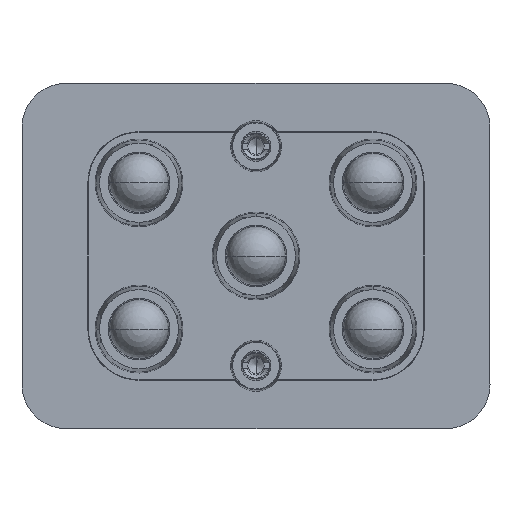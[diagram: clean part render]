
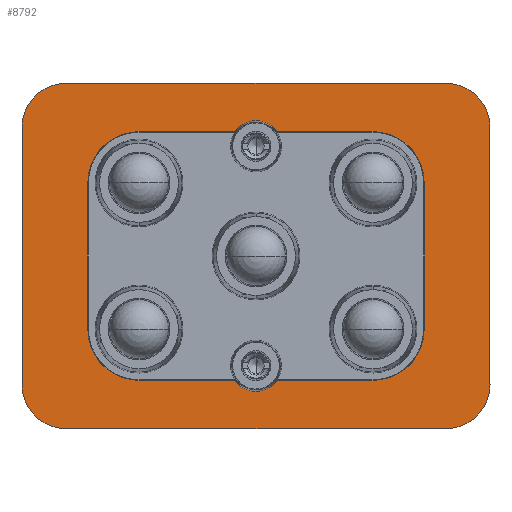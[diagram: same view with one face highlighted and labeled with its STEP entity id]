
A CAD part, front view. The second image highlights one B-rep face of the part: STEP entity #8792.
In plain terms, the highlighted planar face has unit normal (0, -1, 0).
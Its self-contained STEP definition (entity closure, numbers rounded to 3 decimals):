
#259=CARTESIAN_POINT('',(-13.,-2.7,-8.8));
#260=DIRECTION('',(0.,1.,0.));
#261=DIRECTION('',(0.,0.,-1.));
#262=AXIS2_PLACEMENT_3D('',#259,#260,#261);
#267=CARTESIAN_POINT('',(-13.,-2.7,8.8));
#268=DIRECTION('',(0.,1.,0.));
#269=DIRECTION('',(-1.,0.,0.));
#270=AXIS2_PLACEMENT_3D('',#267,#268,#269);
#275=CARTESIAN_POINT('',(13.,-2.7,8.8));
#276=DIRECTION('',(0.,1.,0.));
#277=DIRECTION('',(0.,0.,1.));
#278=AXIS2_PLACEMENT_3D('',#275,#276,#277);
#283=CARTESIAN_POINT('',(13.,-2.7,-8.8));
#284=DIRECTION('',(0.,1.,0.));
#285=DIRECTION('',(1.,0.,0.));
#286=AXIS2_PLACEMENT_3D('',#283,#284,#285);
#291=CARTESIAN_POINT('',(-8.,-2.7,-5.));
#292=DIRECTION('',(0.,-1.,0.));
#293=DIRECTION('',(-1.,0.,0.));
#294=AXIS2_PLACEMENT_3D('',#291,#292,#293);
#299=CARTESIAN_POINT('',(0.,-2.7,-7.5));
#300=DIRECTION('',(0.,-1.,0.));
#301=DIRECTION('',(-0.821,0.,-0.571));
#302=AXIS2_PLACEMENT_3D('',#299,#300,#301);
#307=CARTESIAN_POINT('',(8.,-2.7,-5.));
#308=DIRECTION('',(0.,-1.,0.));
#309=DIRECTION('',(0.,0.,-1.));
#310=AXIS2_PLACEMENT_3D('',#307,#308,#309);
#315=CARTESIAN_POINT('',(8.,-2.7,5.));
#316=DIRECTION('',(0.,-1.,0.));
#317=DIRECTION('',(1.,0.,0.));
#318=AXIS2_PLACEMENT_3D('',#315,#316,#317);
#323=CARTESIAN_POINT('',(0.,-2.7,7.5));
#324=DIRECTION('',(0.,-1.,0.));
#325=DIRECTION('',(0.821,0.,0.571));
#326=AXIS2_PLACEMENT_3D('',#323,#324,#325);
#331=CARTESIAN_POINT('',(-8.,-2.7,5.));
#332=DIRECTION('',(0.,-1.,0.));
#333=DIRECTION('',(0.,0.,1.));
#334=AXIS2_PLACEMENT_3D('',#331,#332,#333);
#360=DIRECTION('',(0.,0.,-1.));
#361=VECTOR('',#360,17.6);
#362=CARTESIAN_POINT('',(-16.,-2.7,8.8));
#363=LINE('',#362,#361);
#446=DIRECTION('',(1.,0.,0.));
#447=VECTOR('',#446,26.);
#448=CARTESIAN_POINT('',(-13.,-2.7,-11.8));
#449=LINE('',#448,#447);
#1324=DIRECTION('',(0.,0.,1.));
#1325=VECTOR('',#1324,17.6);
#1326=CARTESIAN_POINT('',(16.,-2.7,-8.8));
#1327=LINE('',#1326,#1325);
#1408=DIRECTION('',(-1.,0.,0.));
#1409=VECTOR('',#1408,26.);
#1410=CARTESIAN_POINT('',(13.,-2.7,11.8));
#1411=LINE('',#1410,#1409);
#3779=DIRECTION('',(0.,0.,1.));
#3780=VECTOR('',#3779,10.);
#3781=CARTESIAN_POINT('',(-11.5,-2.7,-5.));
#3782=LINE('',#3781,#3780);
#3800=DIRECTION('',(1.,0.,0.));
#3801=VECTOR('',#3800,6.564);
#3802=CARTESIAN_POINT('',(-8.,-2.7,8.5));
#3803=LINE('',#3802,#3801);
#3830=DIRECTION('',(1.,0.,0.));
#3831=VECTOR('',#3830,6.564);
#3832=CARTESIAN_POINT('',(1.436,-2.7,8.5));
#3833=LINE('',#3832,#3831);
#3851=DIRECTION('',(0.,0.,-1.));
#3852=VECTOR('',#3851,10.);
#3853=CARTESIAN_POINT('',(11.5,-2.7,5.));
#3854=LINE('',#3853,#3852);
#3872=DIRECTION('',(-1.,0.,0.));
#3873=VECTOR('',#3872,6.564);
#3874=CARTESIAN_POINT('',(8.,-2.7,-8.5));
#3875=LINE('',#3874,#3873);
#4722=DIRECTION('',(-1.,0.,0.));
#4723=VECTOR('',#4722,6.564);
#4724=CARTESIAN_POINT('',(-1.436,-2.7,-8.5));
#4725=LINE('',#4724,#4723);
#7451=CARTESIAN_POINT('',(-1.436,-2.7,-8.5));
#7452=CARTESIAN_POINT('',(1.436,-2.7,-8.5));
#7453=VERTEX_POINT('',#7451);
#7454=VERTEX_POINT('',#7452);
#7459=CARTESIAN_POINT('',(-13.,-2.7,-11.8));
#7460=CARTESIAN_POINT('',(-16.,-2.7,-8.8));
#7461=VERTEX_POINT('',#7459);
#7462=VERTEX_POINT('',#7460);
#7463=CARTESIAN_POINT('',(-16.,-2.7,8.8));
#7464=VERTEX_POINT('',#7463);
#7465=CARTESIAN_POINT('',(-13.,-2.7,11.8));
#7466=VERTEX_POINT('',#7465);
#7467=CARTESIAN_POINT('',(13.,-2.7,11.8));
#7468=VERTEX_POINT('',#7467);
#7469=CARTESIAN_POINT('',(16.,-2.7,8.8));
#7470=VERTEX_POINT('',#7469);
#7471=CARTESIAN_POINT('',(16.,-2.7,-8.8));
#7472=VERTEX_POINT('',#7471);
#7473=CARTESIAN_POINT('',(13.,-2.7,-11.8));
#7474=VERTEX_POINT('',#7473);
#7475=CARTESIAN_POINT('',(-11.5,-2.7,-5.));
#7476=CARTESIAN_POINT('',(-8.,-2.7,-8.5));
#7477=VERTEX_POINT('',#7475);
#7478=VERTEX_POINT('',#7476);
#7479=CARTESIAN_POINT('',(8.,-2.7,-8.5));
#7480=VERTEX_POINT('',#7479);
#7481=CARTESIAN_POINT('',(11.5,-2.7,-5.));
#7482=VERTEX_POINT('',#7481);
#7483=CARTESIAN_POINT('',(11.5,-2.7,5.));
#7484=VERTEX_POINT('',#7483);
#7485=CARTESIAN_POINT('',(8.,-2.7,8.5));
#7486=VERTEX_POINT('',#7485);
#7487=CARTESIAN_POINT('',(1.436,-2.7,8.5));
#7488=VERTEX_POINT('',#7487);
#7489=CARTESIAN_POINT('',(-1.436,-2.7,8.5));
#7490=VERTEX_POINT('',#7489);
#7491=CARTESIAN_POINT('',(-8.,-2.7,8.5));
#7492=VERTEX_POINT('',#7491);
#7493=CARTESIAN_POINT('',(-11.5,-2.7,5.));
#7494=VERTEX_POINT('',#7493);
#8744=CARTESIAN_POINT('',(-11.712,-2.7,-0.743));
#8745=DIRECTION('',(0.,1.,0.));
#8746=DIRECTION('',(0.,0.,1.));
#8747=AXIS2_PLACEMENT_3D('',#8744,#8745,#8746);
#8748=PLANE('',#8747);
#8750=ORIENTED_EDGE('',*,*,#8749,.T.);
#8752=ORIENTED_EDGE('',*,*,#8751,.F.);
#8754=ORIENTED_EDGE('',*,*,#8753,.T.);
#8756=ORIENTED_EDGE('',*,*,#8755,.F.);
#8758=ORIENTED_EDGE('',*,*,#8757,.T.);
#8760=ORIENTED_EDGE('',*,*,#8759,.F.);
#8762=ORIENTED_EDGE('',*,*,#8761,.T.);
#8764=ORIENTED_EDGE('',*,*,#8763,.F.);
#8765=EDGE_LOOP('',(#8750,#8752,#8754,#8756,#8758,#8760,#8762,#8764));
#8766=FACE_OUTER_BOUND('',#8765,.F.);
#8768=ORIENTED_EDGE('',*,*,#8767,.T.);
#8770=ORIENTED_EDGE('',*,*,#8769,.F.);
#8771=ORIENTED_EDGE('',*,*,#8727,.T.);
#8773=ORIENTED_EDGE('',*,*,#8772,.F.);
#8775=ORIENTED_EDGE('',*,*,#8774,.T.);
#8777=ORIENTED_EDGE('',*,*,#8776,.F.);
#8779=ORIENTED_EDGE('',*,*,#8778,.T.);
#8781=ORIENTED_EDGE('',*,*,#8780,.F.);
#8783=ORIENTED_EDGE('',*,*,#8782,.T.);
#8785=ORIENTED_EDGE('',*,*,#8784,.F.);
#8787=ORIENTED_EDGE('',*,*,#8786,.T.);
#8789=ORIENTED_EDGE('',*,*,#8788,.F.);
#8790=EDGE_LOOP('',(#8768,#8770,#8771,#8773,#8775,#8777,#8779,#8781,#8783,#8785,
#8787,#8789));
#8791=FACE_BOUND('',#8790,.F.);
#263=CIRCLE('',#262,3.);
#271=CIRCLE('',#270,3.);
#279=CIRCLE('',#278,3.);
#287=CIRCLE('',#286,3.);
#295=CIRCLE('',#294,3.5);
#303=CIRCLE('',#302,1.75);
#311=CIRCLE('',#310,3.5);
#319=CIRCLE('',#318,3.5);
#327=CIRCLE('',#326,1.75);
#335=CIRCLE('',#334,3.5);
#8727=EDGE_CURVE('',#7453,#7454,#303,.T.);
#8749=EDGE_CURVE('',#7461,#7462,#263,.T.);
#8751=EDGE_CURVE('',#7464,#7462,#363,.T.);
#8753=EDGE_CURVE('',#7464,#7466,#271,.T.);
#8755=EDGE_CURVE('',#7468,#7466,#1411,.T.);
#8757=EDGE_CURVE('',#7468,#7470,#279,.T.);
#8759=EDGE_CURVE('',#7472,#7470,#1327,.T.);
#8761=EDGE_CURVE('',#7472,#7474,#287,.T.);
#8763=EDGE_CURVE('',#7461,#7474,#449,.T.);
#8767=EDGE_CURVE('',#7477,#7478,#295,.T.);
#8769=EDGE_CURVE('',#7453,#7478,#4725,.T.);
#8772=EDGE_CURVE('',#7480,#7454,#3875,.T.);
#8774=EDGE_CURVE('',#7480,#7482,#311,.T.);
#8776=EDGE_CURVE('',#7484,#7482,#3854,.T.);
#8778=EDGE_CURVE('',#7484,#7486,#319,.T.);
#8780=EDGE_CURVE('',#7488,#7486,#3833,.T.);
#8782=EDGE_CURVE('',#7488,#7490,#327,.T.);
#8784=EDGE_CURVE('',#7492,#7490,#3803,.T.);
#8786=EDGE_CURVE('',#7492,#7494,#335,.T.);
#8788=EDGE_CURVE('',#7477,#7494,#3782,.T.);
#8792=ADVANCED_FACE('',(#8766,#8791),#8748,.F.);
